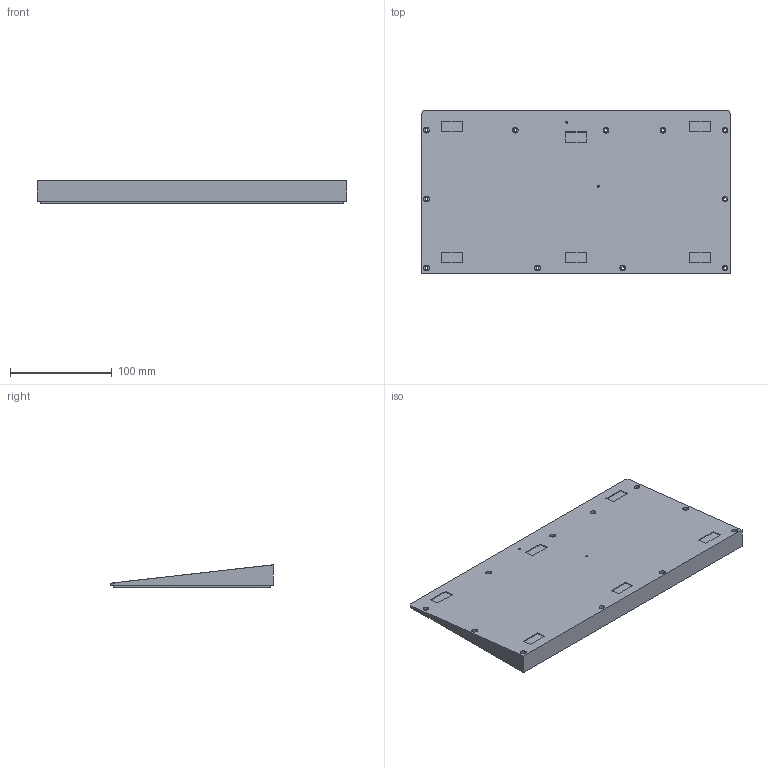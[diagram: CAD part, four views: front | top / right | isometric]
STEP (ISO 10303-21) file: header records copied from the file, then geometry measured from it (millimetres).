
FILE_DESCRIPTION(/* description */ (''),/* implementation_level */ '2;1');
FILE_NAME(/* name */ 'BottomStep.stp',/* time_stamp */ '2022-11-01T18:13:47+00:00',/* author */ ('benka'),/* organization */ (''),/* preprocessor_version */ 'ST-DEVELOPER v18.1',/* originating_system */ 'Autodesk Inventor 2022',/* authorisation */ '');
FILE_SCHEMA (('CONFIG_CONTROL_DESIGN'));
Length unit declared in the file: millimetre
Products named in the file (1): Bottom
Bounding box: 303.6 x 159.53 x 22.04 mm (x, y, z)
Volume: 241430 mm3; surface area: 135011.1 mm2
Topology: 1 solids, 1 shells, 149 faces, 354 edges, 236 vertices
Faces by surface type: plane 105, cylinder 44
Full cylindrical faces by diameter (mm): 2 x2, 2.9 x11, 5.6 x11, 8 x2, 10 x2
Entity records: 4791 total; most frequent: CARTESIAN_POINT 1048, DIRECTION 722, ORIENTED_EDGE 708, EDGE_CURVE 354, LINE 262, VECTOR 262, VERTEX_POINT 236, AXIS2_PLACEMENT_3D 230
